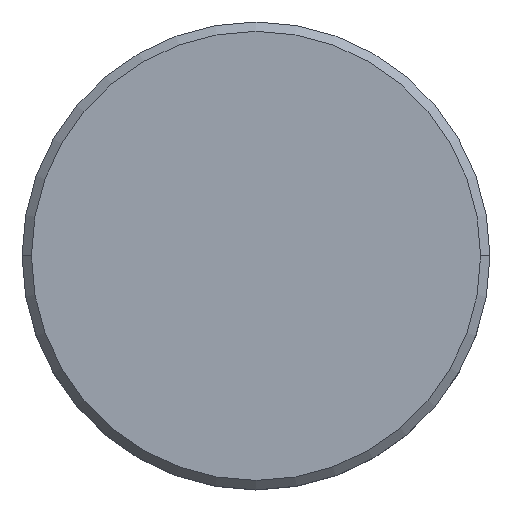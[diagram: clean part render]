
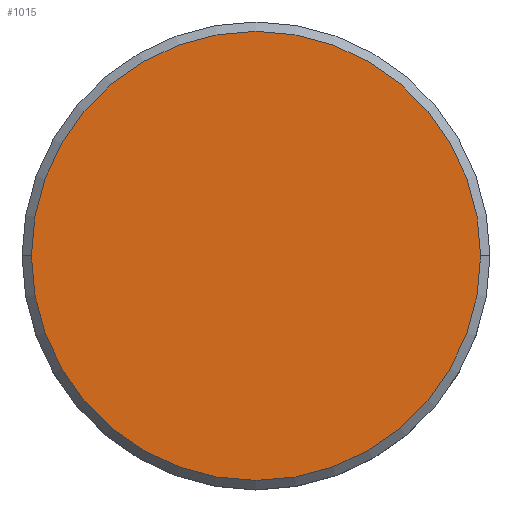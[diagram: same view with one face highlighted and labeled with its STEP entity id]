
A CAD part, top view. The second image highlights one B-rep face of the part: STEP entity #1015.
In plain terms, the highlighted planar face has unit normal (0, 0, 1).
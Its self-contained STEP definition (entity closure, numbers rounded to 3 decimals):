
#6 = ORIENTED_EDGE ( 'NONE', *, *, #513, .T. ) ;
#39 = DIRECTION ( 'NONE',  ( 1., 0., 0. ) ) ;
#155 = PLANE ( 'NONE',  #306 ) ;
#210 = DIRECTION ( 'NONE',  ( 0., 0., 1. ) ) ;
#249 = VERTEX_POINT ( 'NONE', #642 ) ;
#252 = CARTESIAN_POINT ( 'NONE',  ( 12., 0., 0. ) ) ;
#306 = AXIS2_PLACEMENT_3D ( 'NONE', #518, #880, #948 ) ;
#414 = EDGE_LOOP ( 'NONE', ( #6, #1110 ) ) ;
#513 = EDGE_CURVE ( 'NONE', #249, #921, #626, .T. ) ;
#518 = CARTESIAN_POINT ( 'NONE',  ( 0., 0., 0. ) ) ;
#577 = AXIS2_PLACEMENT_3D ( 'NONE', #1024, #210, #39 ) ;
#579 = CIRCLE ( 'NONE', #986, 12. ) ;
#626 = CIRCLE ( 'NONE', #577, 12. ) ;
#642 = CARTESIAN_POINT ( 'NONE',  ( -12., 0., 0. ) ) ;
#668 = FACE_OUTER_BOUND ( 'NONE', #414, .T. ) ;
#745 = CARTESIAN_POINT ( 'NONE',  ( 0., 0., 0. ) ) ;
#799 = EDGE_CURVE ( 'NONE', #921, #249, #579, .T. ) ;
#880 = DIRECTION ( 'NONE',  ( 0., 0., 1. ) ) ;
#921 = VERTEX_POINT ( 'NONE', #252 ) ;
#948 = DIRECTION ( 'NONE',  ( 1., 0., 0. ) ) ;
#986 = AXIS2_PLACEMENT_3D ( 'NONE', #745, #1097, #1101 ) ;
#1015 = ADVANCED_FACE ( 'NONE', ( #668 ), #155, .T. ) ;
#1024 = CARTESIAN_POINT ( 'NONE',  ( 0., 0., 0. ) ) ;
#1097 = DIRECTION ( 'NONE',  ( 0., 0., 1. ) ) ;
#1101 = DIRECTION ( 'NONE',  ( 1., 0., 0. ) ) ;
#1110 = ORIENTED_EDGE ( 'NONE', *, *, #799, .T. ) ;
